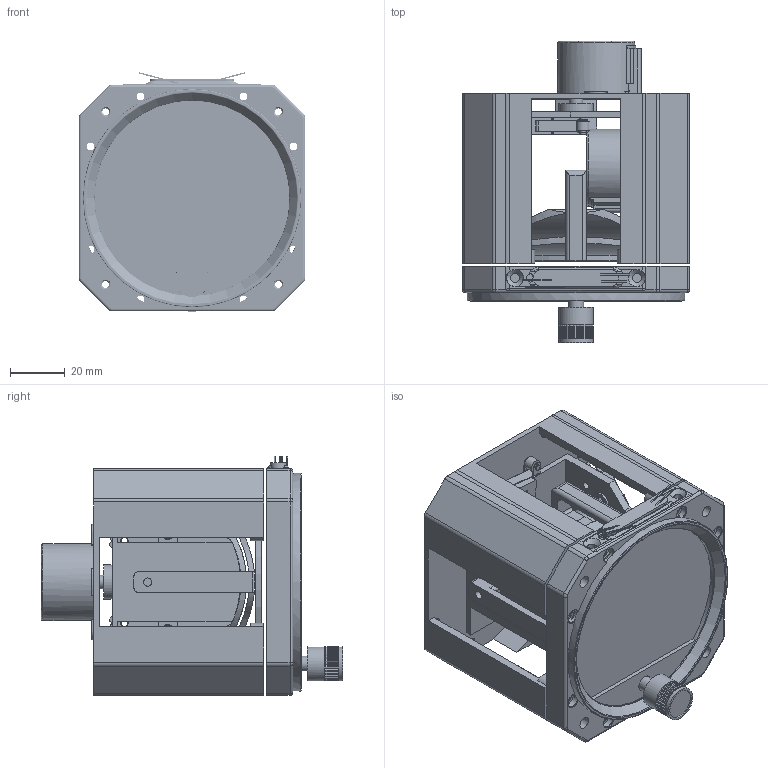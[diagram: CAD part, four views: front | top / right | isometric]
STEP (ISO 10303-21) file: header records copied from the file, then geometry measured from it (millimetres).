
FILE_DESCRIPTION(/* description */ (''),/* implementation_level */ '2;1');
FILE_NAME(/* name */ 'Attitude Indicator v40 - Before Remove Switches.step',/* time_stamp */ '2023-05-24T08:06:38-06:00',/* author */ (''),/* organization */ (''),/* preprocessor_version */ 'ST-DEVELOPER v19.2',/* originating_system */ 'Autodesk Translation Framework v12.4.0.73',/* authorisation */ '');
FILE_SCHEMA (('AUTOMOTIVE_DESIGN { 1 0 10303 214 3 1 1 }'));
Products named in the file (23): Attitude Indicator; Bezel LED and Glass MS33638C v31; Glass; -REMOVED- Lil Notch Seal; Bezel; TOP LEDS; LED D5 - White-Clear v1; LED D5 - White-Clear v1(Mirror); TOP Bezel LED Holder; Lil Attitude Guppy; Lil Plane; Gear; Knob; Cover Thyself; Backing plate; Electronics; 28BYJ-48; microswitch 10T85; 91813A130_Mil. Spec. Low-Strength Steel Hex Nut; Cage; Roll Cover; Structure Part; Pitch Arm (Doohicky)
Assembly tree (28 placements, depth 4):
  Attitude Indicator
    Bezel LED and Glass MS33638C v31
      Glass
      -REMOVED- Lil Notch Seal
      Bezel
      TOP LEDS
        LED D5 - White-Clear v1
        LED D5 - White-Clear v1(Mirror)
      TOP Bezel LED Holder
      Lil Attitude Guppy
      Lil Plane
      Gear
      Knob
      Cover Thyself
    Backing plate
    Electronics
      28BYJ-48  x2
      microswitch 10T85  x3
      91813A130_Mil. Spec. Low-Strength Steel Hex Nut  x4
    Cage
      Roll Cover
      Structure Part
      Pitch Arm (Doohicky)
Bounding box: 82.56 x 109.8 x 87.37 mm (x, y, z)
Volume: 159666.4 mm3; surface area: 143392.4 mm2
Topology: 83 solids, 83 shells, 4512 faces, 12081 edges, 7945 vertices
Faces by surface type: plane 2554, cylinder 976, bspline 622, torus 229, cone 127, sphere 4
Full cylindrical faces by diameter (mm): 0.01 x12, 0.6 x6, 0.8 x6, 0.85 x12, 0.9 x26, 0.95 x6, 1 x20, 1.05 x2, 1.25 x4, 1.294 x9, 1.4 x16, 1.45 x6, 1.5 x12, 1.55 x8, 1.6 x24, 1.7 x2, 2 x14, 2.2 x6, 2.3 x4, 2.4 x6, 2.474 x4, 2.8 x26, 3 x3, 3.2 x4, 3.5 x2, 3.505 x12, 3.6 x2, 4 x4, 4.15 x2, 4.318 x12
Entity records: 100230 total; most frequent: CARTESIAN_POINT 29284, ORIENTED_EDGE 14808, DIRECTION 13746, EDGE_CURVE 7404, VERTEX_POINT 4875, LINE 4760, VECTOR 4760, AXIS2_PLACEMENT_3D 4493
